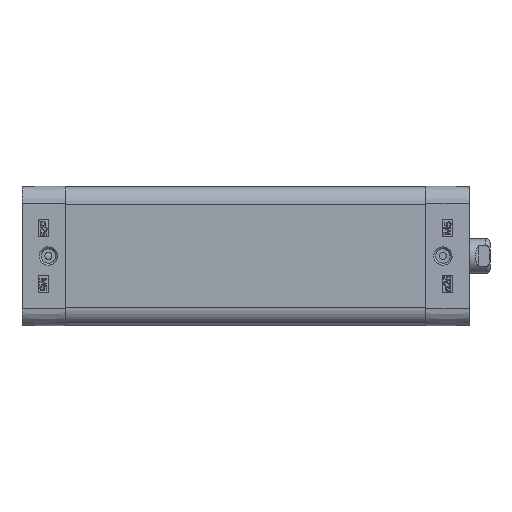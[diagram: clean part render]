
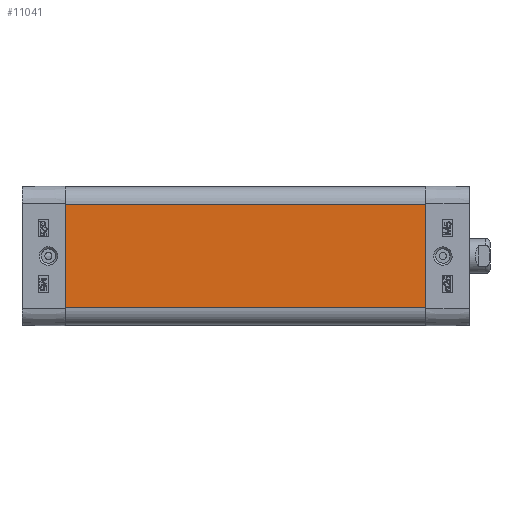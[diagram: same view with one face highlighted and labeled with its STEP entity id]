
A CAD part, left-side view. The second image highlights one B-rep face of the part: STEP entity #11041.
In plain terms, the highlighted planar face has unit normal (-1, 0, 0).
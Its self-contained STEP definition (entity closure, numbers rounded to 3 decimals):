
#8820=CARTESIAN_POINT('',(-20.,-104.0,15.0));
#8821=VERTEX_POINT('',#8820);
#8829=CARTESIAN_POINT('',(-20.,-104.0,-15.));
#8830=VERTEX_POINT('',#8829);
#8831=CARTESIAN_POINT('',(-20.,-104.0,-15.));
#8832=DIRECTION('',(0.0,0.0,1.0));
#8833=VECTOR('',#8832,30.);
#8834=LINE('',#8831,#8833);
#8835=EDGE_CURVE('',#8830,#8821,#8834,.T.);
#9969=CARTESIAN_POINT('',(-20.,0.0,15.0));
#9970=VERTEX_POINT('',#9969);
#9978=CARTESIAN_POINT('',(-20.,0.0,15.0));
#9979=DIRECTION('',(0.0,-1.0,0.0));
#9980=VECTOR('',#9979,104.0);
#9981=LINE('',#9978,#9980);
#9982=EDGE_CURVE('',#9970,#8821,#9981,.T.);
#11006=CARTESIAN_POINT('',(-20.,0.0,-15.));
#11007=VERTEX_POINT('',#11006);
#11008=CARTESIAN_POINT('',(-20.,0.0,-15.));
#11009=DIRECTION('',(0.0,-1.0,0.0));
#11010=VECTOR('',#11009,104.0);
#11011=LINE('',#11008,#11010);
#11012=EDGE_CURVE('',#11007,#8830,#11011,.T.);
#11025=CARTESIAN_POINT('',(-20.,0.0,-15.));
#11026=DIRECTION('',(-1.0,0.0,0.0));
#11027=DIRECTION('',(0.0,0.0,1.0));
#11028=AXIS2_PLACEMENT_3D('',#11025,#11026,#11027);
#11029=PLANE('',#11028);
#11030=ORIENTED_EDGE('',*,*,#8835,.T.);
#11031=ORIENTED_EDGE('',*,*,#9982,.F.);
#11032=CARTESIAN_POINT('',(-20.,0.0,-15.));
#11033=DIRECTION('',(0.0,0.0,1.0));
#11034=VECTOR('',#11033,30.);
#11035=LINE('',#11032,#11034);
#11036=EDGE_CURVE('',#11007,#9970,#11035,.T.);
#11037=ORIENTED_EDGE('',*,*,#11036,.F.);
#11038=ORIENTED_EDGE('',*,*,#11012,.T.);
#11039=EDGE_LOOP('',(#11030,#11031,#11037,#11038));
#11040=FACE_OUTER_BOUND('',#11039,.T.);
#11041=ADVANCED_FACE('',(#11040),#11029,.T.);
